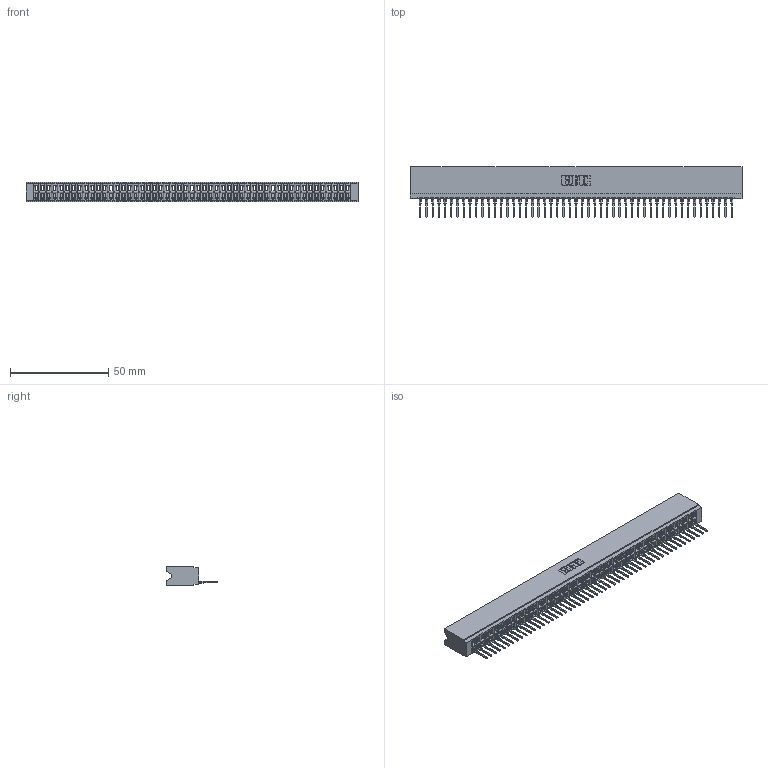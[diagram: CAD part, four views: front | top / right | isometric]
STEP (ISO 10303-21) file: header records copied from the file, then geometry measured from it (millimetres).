
FILE_DESCRIPTION (( 'STEP AP203' ), '1' );
FILE_NAME ('746-051-527-106.STEP', '2026-03-04T20:32:30', ( '' ), ( '' ), 'SwSTEP 2.0', 'SolidWorks 2023', '' );
FILE_SCHEMA (( 'CONFIG_CONTROL_DESIGN' ));
Length unit declared in the file: millimetre
Products named in the file (3): 746 Part_.515 Slot Depth - 06; 746-292-001_527; 746-051-527-106
Assembly tree (52 placements, depth 2):
  746-051-527-106
    746 Part_.515 Slot Depth - 06
    746-292-001_527  x51
Bounding box: 169.16 x 25.9 x 9.91 mm (x, y, z)
Volume: 17629.6 mm3; surface area: 26611.3 mm2
Topology: 52 solids, 52 shells, 5606 faces, 15922 edges, 10222 vertices
Faces by surface type: plane 3269, bspline 1020, cylinder 1011, torus 306
Entity records: 75815 total; most frequent: CARTESIAN_POINT 15267, ORIENTED_EDGE 13344, DIRECTION 11024, EDGE_CURVE 6672, VECTOR 5978, LINE 5978, VERTEX_POINT 4422, AXIS2_PLACEMENT_3D 2523
